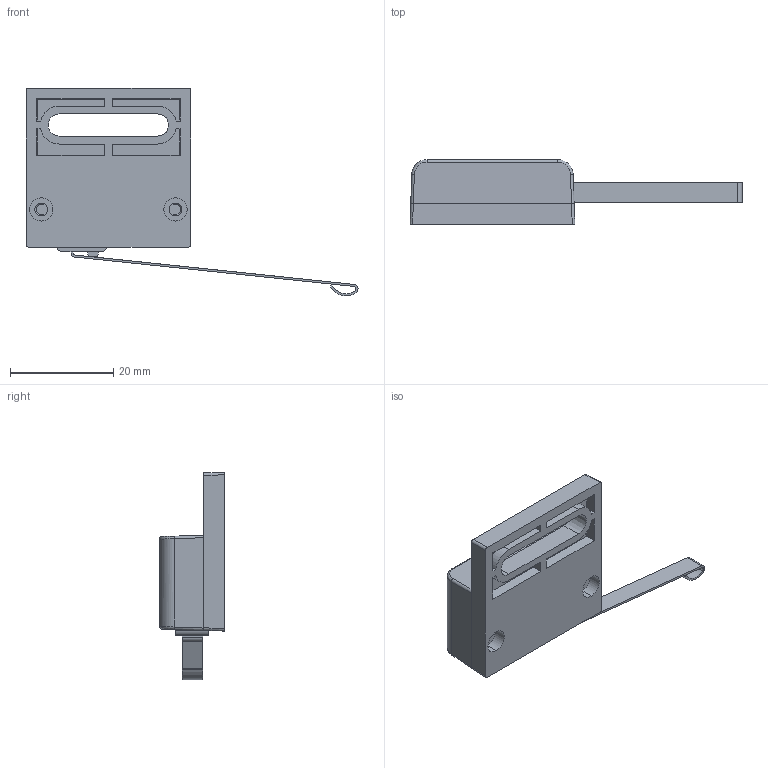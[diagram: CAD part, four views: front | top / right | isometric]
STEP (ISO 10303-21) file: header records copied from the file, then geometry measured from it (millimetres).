
FILE_DESCRIPTION (( 'STEP AP203' ), '1' );
FILE_NAME ('LIMIT-SWITCH.STEP', '2007-08-26T00:50:41', ( 'Innovation First, Inc.' ), ( 'Innovation First, Inc.' ), 'SwSTEP 2.0', 'SolidWorks 2006052', '' );
FILE_SCHEMA (( 'CONFIG_CONTROL_DESIGN' ));
Length unit declared in the file: inch
Products named in the file (4): LIMIT-SWITCH; LIMIT-SWITCH-TOP; LIMIT-SWITCH-MICROSWITCH; LIMIT-SWITCH-BOTTOM
Assembly tree (3 placements, depth 2):
  LIMIT-SWITCH
    LIMIT-SWITCH-TOP
    LIMIT-SWITCH-MICROSWITCH
    LIMIT-SWITCH-BOTTOM
Bounding box: 64.31 x 12.55 x 40.22 mm (x, y, z)
Volume: 5826.3 mm3; surface area: 6761.5 mm2
Topology: 3 solids, 3 shells, 289 faces, 754 edges, 484 vertices
Faces by surface type: plane 154, cylinder 95, bspline 30, cone 6, torus 4
Entity records: 10868 total; most frequent: CARTESIAN_POINT 3723, ORIENTED_EDGE 1508, DIRECTION 1248, EDGE_CURVE 754, VERTEX_POINT 484, LINE 458, VECTOR 458, AXIS2_PLACEMENT_3D 395
